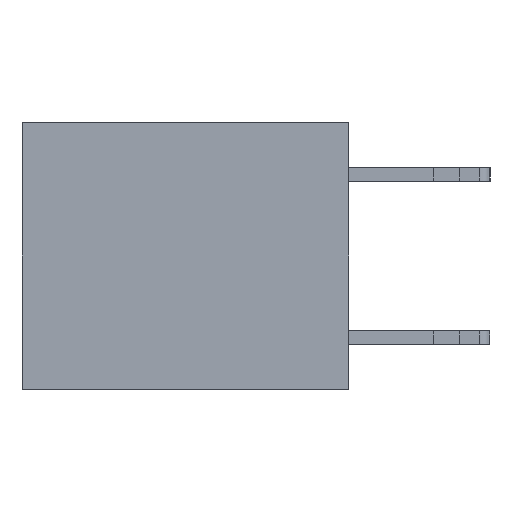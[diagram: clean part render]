
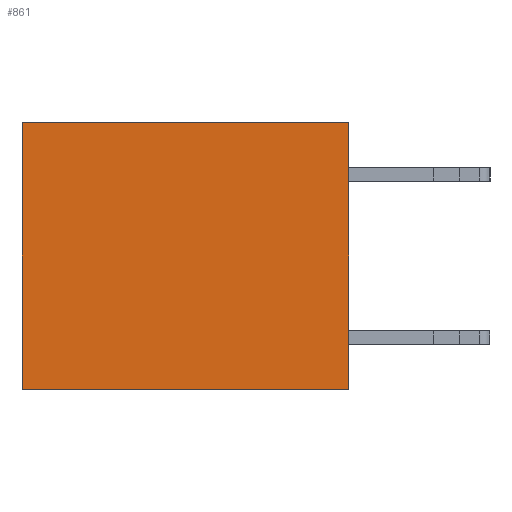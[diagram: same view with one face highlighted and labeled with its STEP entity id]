
A CAD part, left-side view. The second image highlights one B-rep face of the part: STEP entity #861.
In plain terms, the highlighted planar face has unit normal (-1, 0, 0).
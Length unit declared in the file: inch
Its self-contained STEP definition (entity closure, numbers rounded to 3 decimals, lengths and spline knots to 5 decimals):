
#251 = LINE ( 'NONE', #6043, #12524 ) ;
#861 = ADVANCED_FACE ( 'NONE', ( #4714 ), #13900, .F. ) ;
#864 = CARTESIAN_POINT ( 'NONE',  ( 0.3165, 0., -0.49 ) ) ;
#2421 = VERTEX_POINT ( 'NONE', #15711 ) ;
#2670 = LINE ( 'NONE', #864, #6229 ) ;
#3137 = DIRECTION ( 'NONE',  ( 0., 1., 0. ) ) ;
#3815 = EDGE_CURVE ( 'NONE', #2421, #15657, #251, .T. ) ;
#3927 = CARTESIAN_POINT ( 'NONE',  ( 0.3165, 0., -0.49 ) ) ;
#4714 = FACE_OUTER_BOUND ( 'NONE', #16221, .T. ) ;
#5338 = ORIENTED_EDGE ( 'NONE', *, *, #10175, .F. ) ;
#5391 = CARTESIAN_POINT ( 'NONE',  ( 0.3165, 0., 0. ) ) ;
#6043 = CARTESIAN_POINT ( 'NONE',  ( 0.3165, 0.6, -0.49 ) ) ;
#6229 = VECTOR ( 'NONE', #16161, 39.37008 ) ;
#6460 = DIRECTION ( 'NONE',  ( 0., 0., -1. ) ) ;
#6651 = AXIS2_PLACEMENT_3D ( 'NONE', #3927, #14061, #6460 ) ;
#7004 = CARTESIAN_POINT ( 'NONE',  ( 0.3165, 0., 0. ) ) ;
#7131 = CARTESIAN_POINT ( 'NONE',  ( 0.3165, 0., -0.49 ) ) ;
#7225 = EDGE_CURVE ( 'NONE', #11421, #2421, #12953, .T. ) ;
#7690 = ORIENTED_EDGE ( 'NONE', *, *, #3815, .T. ) ;
#8853 = ORIENTED_EDGE ( 'NONE', *, *, #7225, .T. ) ;
#9449 = LINE ( 'NONE', #7131, #10249 ) ;
#9587 = CARTESIAN_POINT ( 'NONE',  ( 0.3165, 0.6, -0.49 ) ) ;
#9674 = DIRECTION ( 'NONE',  ( 0., 0., -1. ) ) ;
#10175 = EDGE_CURVE ( 'NONE', #11421, #11366, #9449, .T. ) ;
#10249 = VECTOR ( 'NONE', #9674, 39.37008 ) ;
#11366 = VERTEX_POINT ( 'NONE', #15281 ) ;
#11421 = VERTEX_POINT ( 'NONE', #5391 ) ;
#12394 = ORIENTED_EDGE ( 'NONE', *, *, #13230, .F. ) ;
#12524 = VECTOR ( 'NONE', #14930, 39.37008 ) ;
#12531 = VECTOR ( 'NONE', #3137, 39.37008 ) ;
#12953 = LINE ( 'NONE', #7004, #12531 ) ;
#13230 = EDGE_CURVE ( 'NONE', #11366, #15657, #2670, .T. ) ;
#13900 = PLANE ( 'NONE',  #6651 ) ;
#14061 = DIRECTION ( 'NONE',  ( 1., 0., 0. ) ) ;
#14930 = DIRECTION ( 'NONE',  ( 0., 0., -1. ) ) ;
#15281 = CARTESIAN_POINT ( 'NONE',  ( 0.3165, 0., -0.49 ) ) ;
#15657 = VERTEX_POINT ( 'NONE', #9587 ) ;
#15711 = CARTESIAN_POINT ( 'NONE',  ( 0.3165, 0.6, 0. ) ) ;
#16161 = DIRECTION ( 'NONE',  ( 0., 1., 0. ) ) ;
#16221 = EDGE_LOOP ( 'NONE', ( #7690, #12394, #5338, #8853 ) ) ;
